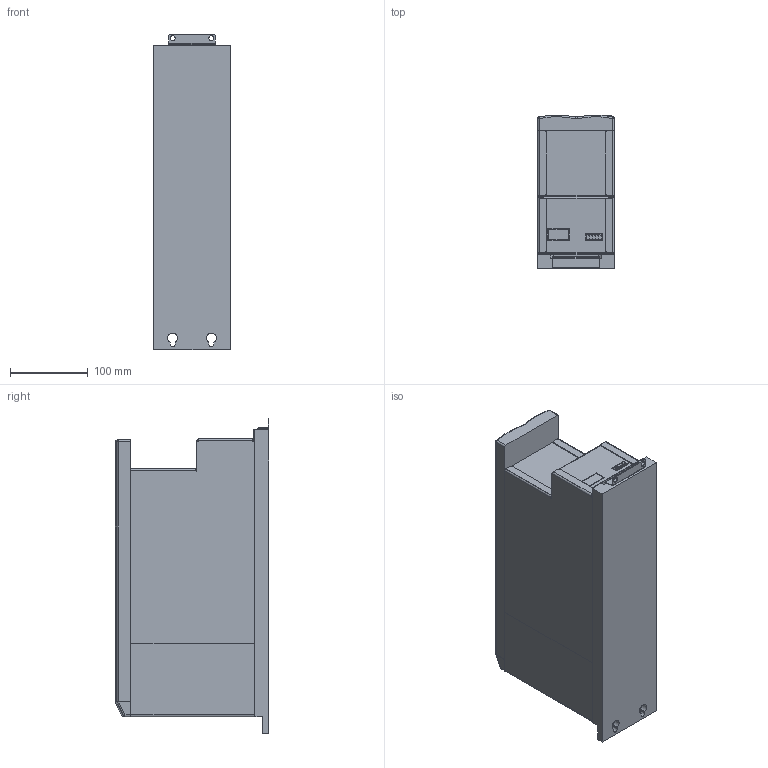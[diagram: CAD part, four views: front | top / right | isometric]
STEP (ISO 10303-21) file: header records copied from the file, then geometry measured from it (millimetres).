
FILE_DESCRIPTION (( 'STEP AP214' ), '1' );
FILE_NAME ('C0H6000-A013.STEP', '2010-12-10T09:08:05', ( 'KEB' ), ( 'Karl E. Brinkmann GmbH' ), 'SwSTEP 2.0', 'SolidWorks 2007', '' );
FILE_SCHEMA (( 'AUTOMOTIVE_DESIGN' ));
Length unit declared in the file: millimetre
Products named in the file (1): C0H6000-A013
Bounding box: 99 x 198.1 x 407 mm (x, y, z)
Volume: 1584266.3 mm3; surface area: 533550 mm2
Topology: 25 solids, 30 shells, 1175 faces, 3016 edges, 1950 vertices
Faces by surface type: plane 812, cylinder 284, cone 27, bspline 26, torus 20, sphere 6
Entity records: 49535 total; most frequent: CARTESIAN_POINT 8326, ORIENTED_EDGE 6016, DIRECTION 5439, EDGE_CURVE 3008, VECTOR 2109, LINE 2109, VERTEX_POINT 1950, AXIS2_PLACEMENT_3D 1665
